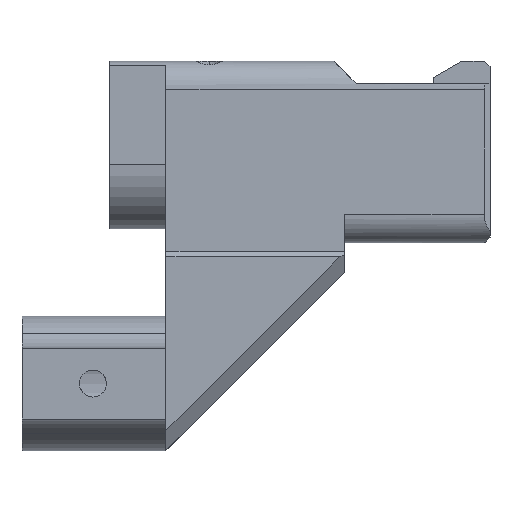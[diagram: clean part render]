
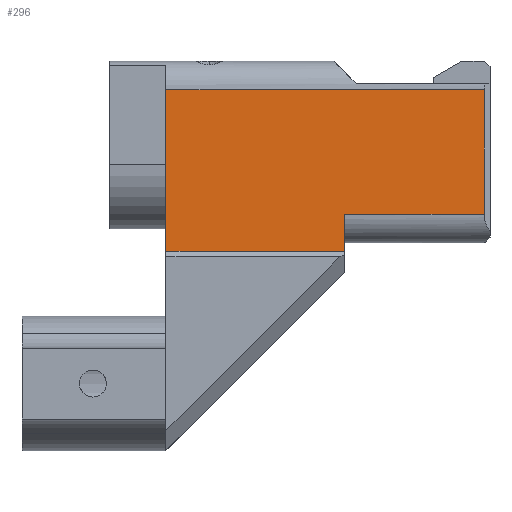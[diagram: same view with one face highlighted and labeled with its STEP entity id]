
A CAD part, left-side view. The second image highlights one B-rep face of the part: STEP entity #296.
In plain terms, the highlighted planar face has unit normal (-1, 0, 0).
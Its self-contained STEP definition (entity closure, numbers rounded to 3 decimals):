
#19 = VECTOR ( 'NONE', #1649, 1000. ) ;
#39 = VERTEX_POINT ( 'NONE', #763 ) ;
#69 = CARTESIAN_POINT ( 'NONE',  ( -2.75, 5.9, 0. ) ) ;
#71 = CARTESIAN_POINT ( 'NONE',  ( -2.75, -2.369, -2.75 ) ) ;
#116 = DIRECTION ( 'NONE',  ( 0., 0., -1. ) ) ;
#218 = EDGE_CURVE ( 'NONE', #3611, #2457, #3585, .T. ) ;
#251 = VECTOR ( 'NONE', #1281, 1000. ) ;
#296 = ADVANCED_FACE ( 'NONE', ( #2151 ), #1279, .F. ) ;
#387 = DIRECTION ( 'NONE',  ( 1., 0., 0. ) ) ;
#577 = VERTEX_POINT ( 'NONE', #1735 ) ;
#660 = CARTESIAN_POINT ( 'NONE',  ( -2.75, -7.5, -3.05 ) ) ;
#720 = VECTOR ( 'NONE', #3076, 1000. ) ;
#763 = CARTESIAN_POINT ( 'NONE',  ( -2.75, 3.924, -3.05 ) ) ;
#1062 = LINE ( 'NONE', #2884, #19 ) ;
#1215 = LINE ( 'NONE', #660, #3893 ) ;
#1279 = PLANE ( 'NONE',  #1538 ) ;
#1281 = DIRECTION ( 'NONE',  ( 0., 0., -1. ) ) ;
#1349 = VECTOR ( 'NONE', #2444, 1000. ) ;
#1521 = CARTESIAN_POINT ( 'NONE',  ( -2.75, 5.9, 2.65 ) ) ;
#1538 = AXIS2_PLACEMENT_3D ( 'NONE', #69, #387, #2130 ) ;
#1567 = VERTEX_POINT ( 'NONE', #3569 ) ;
#1585 = LINE ( 'NONE', #1886, #720 ) ;
#1649 = DIRECTION ( 'NONE',  ( 0., 0., 1. ) ) ;
#1735 = CARTESIAN_POINT ( 'NONE',  ( -2.75, -7.3, -1.75 ) ) ;
#1795 = LINE ( 'NONE', #71, #251 ) ;
#1886 = CARTESIAN_POINT ( 'NONE',  ( -2.75, -7.3, -1.75 ) ) ;
#2130 = DIRECTION ( 'NONE',  ( 0., 0., -1. ) ) ;
#2151 = FACE_OUTER_BOUND ( 'NONE', #3659, .T. ) ;
#2276 = CARTESIAN_POINT ( 'NONE',  ( -2.75, -2.369, -1.75 ) ) ;
#2288 = ORIENTED_EDGE ( 'NONE', *, *, #3460, .T. ) ;
#2340 = ORIENTED_EDGE ( 'NONE', *, *, #3082, .T. ) ;
#2425 = DIRECTION ( 'NONE',  ( 0., -1., 0. ) ) ;
#2444 = DIRECTION ( 'NONE',  ( 0., 1., 0. ) ) ;
#2457 = VERTEX_POINT ( 'NONE', #3528 ) ;
#2508 = LINE ( 'NONE', #2587, #2670 ) ;
#2587 = CARTESIAN_POINT ( 'NONE',  ( -2.75, 3.924, -3.05 ) ) ;
#2588 = ORIENTED_EDGE ( 'NONE', *, *, #3783, .T. ) ;
#2657 = CARTESIAN_POINT ( 'NONE',  ( -2.75, -7.3, 2.65 ) ) ;
#2670 = VECTOR ( 'NONE', #116, 1000. ) ;
#2884 = CARTESIAN_POINT ( 'NONE',  ( -2.75, -7.3, 0. ) ) ;
#3076 = DIRECTION ( 'NONE',  ( 0., -1., 0. ) ) ;
#3082 = EDGE_CURVE ( 'NONE', #577, #3611, #1062, .T. ) ;
#3121 = VERTEX_POINT ( 'NONE', #2276 ) ;
#3164 = EDGE_CURVE ( 'NONE', #2457, #39, #2508, .T. ) ;
#3351 = ORIENTED_EDGE ( 'NONE', *, *, #3164, .T. ) ;
#3395 = ORIENTED_EDGE ( 'NONE', *, *, #3866, .F. ) ;
#3460 = EDGE_CURVE ( 'NONE', #3121, #577, #1585, .T. ) ;
#3528 = CARTESIAN_POINT ( 'NONE',  ( -2.75, 3.924, 2.65 ) ) ;
#3569 = CARTESIAN_POINT ( 'NONE',  ( -2.75, -2.369, -3.05 ) ) ;
#3585 = LINE ( 'NONE', #1521, #1349 ) ;
#3611 = VERTEX_POINT ( 'NONE', #2657 ) ;
#3659 = EDGE_LOOP ( 'NONE', ( #3395, #2288, #2340, #3751, #3351, #2588 ) ) ;
#3751 = ORIENTED_EDGE ( 'NONE', *, *, #218, .T. ) ;
#3783 = EDGE_CURVE ( 'NONE', #39, #1567, #1215, .T. ) ;
#3866 = EDGE_CURVE ( 'NONE', #3121, #1567, #1795, .T. ) ;
#3893 = VECTOR ( 'NONE', #2425, 1000. ) ;
